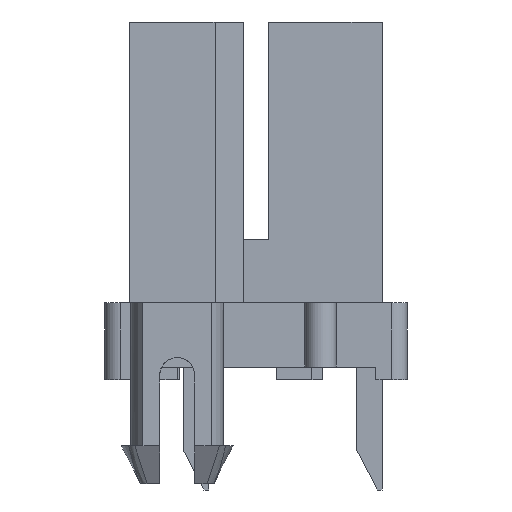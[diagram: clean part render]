
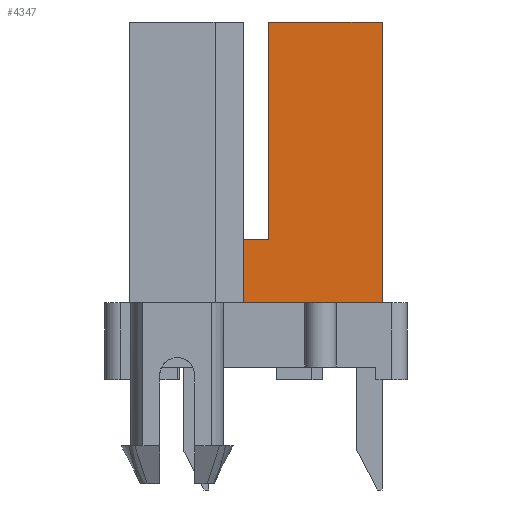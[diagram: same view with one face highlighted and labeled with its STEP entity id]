
A CAD part, left-side view. The second image highlights one B-rep face of the part: STEP entity #4347.
In plain terms, the highlighted planar face has unit normal (-1, 0, 0).
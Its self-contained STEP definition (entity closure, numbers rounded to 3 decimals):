
#322=DIRECTION('',(0.,-1.,0.));
#323=VECTOR('',#322,3.6);
#324=CARTESIAN_POINT('',(-6.,-0.4,8.9));
#325=LINE('',#324,#323);
#370=DIRECTION('',(0.,1.,0.));
#371=VECTOR('',#370,4.4);
#372=CARTESIAN_POINT('',(-6.,-4.,0.));
#373=LINE('',#372,#371);
#374=DIRECTION('',(0.,0.,1.));
#375=VECTOR('',#374,2.);
#376=CARTESIAN_POINT('',(-6.,0.4,0.));
#377=LINE('',#376,#375);
#378=DIRECTION('',(0.,0.,1.));
#379=VECTOR('',#378,6.9);
#380=CARTESIAN_POINT('',(-6.,-0.4,2.));
#381=LINE('',#380,#379);
#418=DIRECTION('',(0.,-1.,0.));
#419=VECTOR('',#418,0.8);
#420=CARTESIAN_POINT('',(-6.,0.4,2.));
#421=LINE('',#420,#419);
#606=DIRECTION('',(0.,0.,1.));
#607=VECTOR('',#606,8.9);
#608=CARTESIAN_POINT('',(-6.,-4.,0.));
#609=LINE('',#608,#607);
#3216=CARTESIAN_POINT('',(-6.,-0.4,8.9));
#3217=CARTESIAN_POINT('',(-6.,-4.,8.9));
#3218=VERTEX_POINT('',#3216);
#3219=VERTEX_POINT('',#3217);
#3236=CARTESIAN_POINT('',(-6.,-4.,0.));
#3238=VERTEX_POINT('',#3236);
#3246=CARTESIAN_POINT('',(-6.,-0.4,2.));
#3247=VERTEX_POINT('',#3246);
#3342=CARTESIAN_POINT('',(-6.,0.4,0.));
#3343=CARTESIAN_POINT('',(-6.,0.4,2.));
#3344=VERTEX_POINT('',#3342);
#3345=VERTEX_POINT('',#3343);
#4331=CARTESIAN_POINT('',(-6.,-0.4,0.));
#4332=DIRECTION('',(-1.,0.,0.));
#4333=DIRECTION('',(0.,-1.,0.));
#4334=AXIS2_PLACEMENT_3D('',#4331,#4332,#4333);
#4335=PLANE('',#4334);
#4336=ORIENTED_EDGE('',*,*,#4061,.T.);
#4337=ORIENTED_EDGE('',*,*,#4160,.T.);
#4339=ORIENTED_EDGE('',*,*,#4338,.T.);
#4341=ORIENTED_EDGE('',*,*,#4340,.T.);
#4342=ORIENTED_EDGE('',*,*,#4310,.T.);
#4344=ORIENTED_EDGE('',*,*,#4343,.F.);
#4345=EDGE_LOOP('',(#4336,#4337,#4339,#4341,#4342,#4344));
#4346=FACE_OUTER_BOUND('',#4345,.F.);
#4347=ADVANCED_FACE('',(#4346),#4335,.T.);
#4061=EDGE_CURVE('',#3238,#3344,#373,.T.);
#4160=EDGE_CURVE('',#3344,#3345,#377,.T.);
#4310=EDGE_CURVE('',#3218,#3219,#325,.T.);
#4338=EDGE_CURVE('',#3345,#3247,#421,.T.);
#4340=EDGE_CURVE('',#3247,#3218,#381,.T.);
#4343=EDGE_CURVE('',#3238,#3219,#609,.T.);
